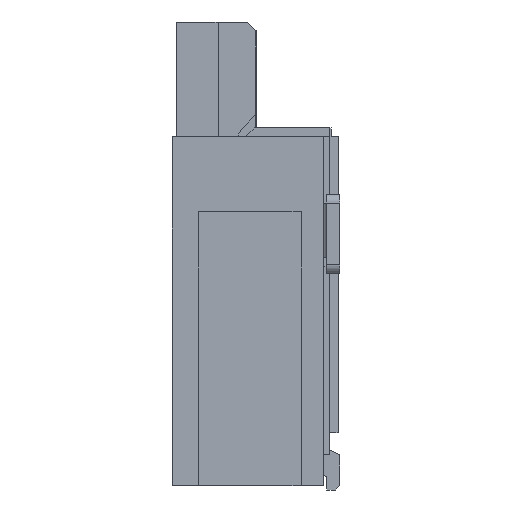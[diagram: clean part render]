
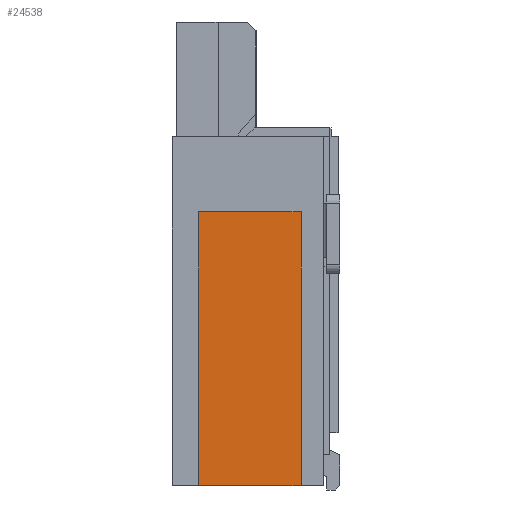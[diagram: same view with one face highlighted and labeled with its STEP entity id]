
A CAD part, left-side view. The second image highlights one B-rep face of the part: STEP entity #24538.
In plain terms, the highlighted planar face has unit normal (-1, 0, 0).
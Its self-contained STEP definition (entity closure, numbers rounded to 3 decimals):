
#24399=CARTESIAN_POINT('',(-8.1,0.42,1.85));
#24400=VERTEX_POINT('',#24399);
#24407=CARTESIAN_POINT('',(-8.1,0.42,-1.25));
#24408=VERTEX_POINT('',#24407);
#24409=CARTESIAN_POINT('',(-8.1,0.42,-1.25));
#24410=DIRECTION('',(0.,0.,1.));
#24411=VECTOR('',#24410,3.1);
#24412=LINE('',#24409,#24411);
#24413=EDGE_CURVE('',#24408,#24400,#24412,.T.);
#24431=CARTESIAN_POINT('',(-8.1,1.58,-1.25));
#24432=VERTEX_POINT('',#24431);
#24450=CARTESIAN_POINT('',(-8.1,0.42,-1.25));
#24451=DIRECTION('',(0.,1.,0.));
#24452=VECTOR('',#24451,1.16);
#24453=LINE('',#24450,#24452);
#24454=EDGE_CURVE('',#24408,#24432,#24453,.T.);
#24515=CARTESIAN_POINT('',(-8.1,0.,0.));
#24516=DIRECTION('',(-1.,0.,0.));
#24517=DIRECTION('',(0.,0.,1.));
#24518=AXIS2_PLACEMENT_3D('',#24515,#24516,#24517);
#24519=PLANE('',#24518);
#24520=ORIENTED_EDGE('',*,*,#24413,.T.);
#24521=CARTESIAN_POINT('',(-8.1,1.58,1.85));
#24522=VERTEX_POINT('',#24521);
#24523=CARTESIAN_POINT('',(-8.1,0.42,1.85));
#24524=DIRECTION('',(0.,1.,0.));
#24525=VECTOR('',#24524,1.16);
#24526=LINE('',#24523,#24525);
#24527=EDGE_CURVE('',#24400,#24522,#24526,.T.);
#24528=ORIENTED_EDGE('',*,*,#24527,.T.);
#24529=CARTESIAN_POINT('',(-8.1,1.58,1.85));
#24530=DIRECTION('',(0.,0.,-1.));
#24531=VECTOR('',#24530,3.1);
#24532=LINE('',#24529,#24531);
#24533=EDGE_CURVE('',#24522,#24432,#24532,.T.);
#24534=ORIENTED_EDGE('',*,*,#24533,.T.);
#24535=ORIENTED_EDGE('',*,*,#24454,.F.);
#24536=EDGE_LOOP('',(#24520,#24528,#24534,#24535));
#24537=FACE_BOUND('',#24536,.T.);
#24538=ADVANCED_FACE('',(#24537),#24519,.T.);
